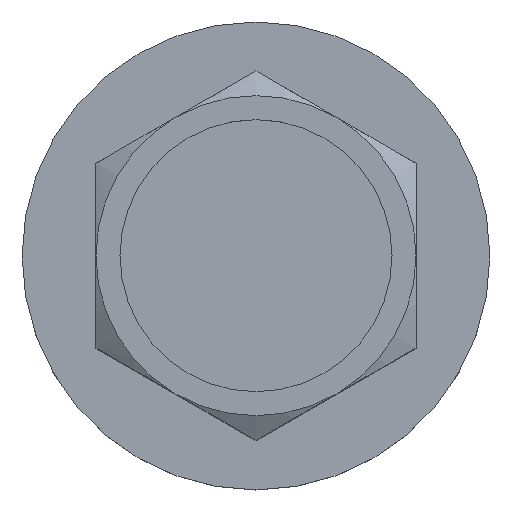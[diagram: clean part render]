
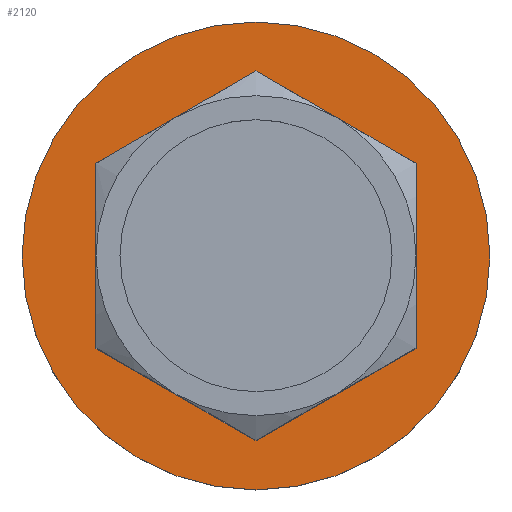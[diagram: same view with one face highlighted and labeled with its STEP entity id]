
A CAD part, top view. The second image highlights one B-rep face of the part: STEP entity #2120.
In plain terms, the highlighted planar face has unit normal (0, 0, 1).
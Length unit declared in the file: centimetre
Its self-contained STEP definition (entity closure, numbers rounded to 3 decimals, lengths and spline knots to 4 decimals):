
#17=FACE_BOUND('',#335,.T.);
#36=PLANE('',#2297);
#206=FACE_OUTER_BOUND('',#334,.T.);
#334=EDGE_LOOP('',(#1736,#1737));
#335=EDGE_LOOP('',(#1738,#1739,#1740,#1741,#1742,#1743));
#420=CIRCLE('',#2270,15.0876);
#431=CIRCLE('',#2298,15.0876);
#597=LINE('',#9075,#723);
#599=LINE('',#9079,#725);
#600=LINE('',#9082,#726);
#602=LINE('',#9086,#728);
#604=LINE('',#9090,#730);
#606=LINE('',#9093,#732);
#723=VECTOR('',#2675,1000.);
#725=VECTOR('',#2679,1000.);
#726=VECTOR('',#2682,1000.);
#728=VECTOR('',#2686,1000.);
#730=VECTOR('',#2690,1000.);
#732=VECTOR('',#2694,1000.);
#934=VERTEX_POINT('',#8991);
#935=VERTEX_POINT('',#8993);
#952=VERTEX_POINT('',#9071);
#953=VERTEX_POINT('',#9073);
#954=VERTEX_POINT('',#9077);
#955=VERTEX_POINT('',#9081);
#956=VERTEX_POINT('',#9085);
#957=VERTEX_POINT('',#9089);
#1190=EDGE_CURVE('',#935,#934,#420,.T.);
#1218=EDGE_CURVE('',#952,#953,#597,.T.);
#1220=EDGE_CURVE('',#954,#952,#599,.T.);
#1221=EDGE_CURVE('',#955,#954,#600,.T.);
#1223=EDGE_CURVE('',#956,#955,#602,.T.);
#1225=EDGE_CURVE('',#957,#956,#604,.T.);
#1227=EDGE_CURVE('',#953,#957,#606,.T.);
#1228=EDGE_CURVE('',#934,#935,#431,.T.);
#1736=ORIENTED_EDGE('',*,*,#1190,.T.);
#1737=ORIENTED_EDGE('',*,*,#1228,.T.);
#1738=ORIENTED_EDGE('',*,*,#1227,.T.);
#1739=ORIENTED_EDGE('',*,*,#1225,.T.);
#1740=ORIENTED_EDGE('',*,*,#1223,.T.);
#1741=ORIENTED_EDGE('',*,*,#1221,.T.);
#1742=ORIENTED_EDGE('',*,*,#1220,.T.);
#1743=ORIENTED_EDGE('',*,*,#1218,.T.);
#2120=ADVANCED_FACE('',(#206,#17),#36,.F.);
#2270=AXIS2_PLACEMENT_3D('',#8994,#2626,#2627);
#2297=AXIS2_PLACEMENT_3D('',#9094,#2695,#2696);
#2298=AXIS2_PLACEMENT_3D('',#9095,#2697,#2698);
#2626=DIRECTION('center_axis',(0.,0.,1.));
#2627=DIRECTION('ref_axis',(1.,0.,0.));
#2675=DIRECTION('',(0.,1.,0.));
#2679=DIRECTION('',(-0.866,0.5,0.));
#2682=DIRECTION('',(-0.866,-0.5,0.));
#2686=DIRECTION('',(0.,-1.,0.));
#2690=DIRECTION('',(0.866,-0.5,0.));
#2694=DIRECTION('',(0.866,0.5,0.));
#2695=DIRECTION('center_axis',(0.,0.,-1.));
#2696=DIRECTION('ref_axis',(-1.,0.,0.));
#2697=DIRECTION('center_axis',(0.,0.,1.));
#2698=DIRECTION('ref_axis',(1.,0.,0.));
#8991=CARTESIAN_POINT('',(-15.0876,0.,4.7625));
#8993=CARTESIAN_POINT('',(15.0876,0.,4.7625));
#8994=CARTESIAN_POINT('Origin',(0.,0.,
4.7625));
#9071=CARTESIAN_POINT('',(-10.3187,-5.9575,4.7625));
#9073=CARTESIAN_POINT('',(-10.3187,5.9575,4.7625));
#9075=CARTESIAN_POINT('',(-10.3187,10.3188,4.7625));
#9077=CARTESIAN_POINT('',(0.,-11.9151,4.7625));
#9079=CARTESIAN_POINT('',(-9.6275,-6.3566,4.7625));
#9081=CARTESIAN_POINT('',(10.3188,-5.9575,4.7625));
#9082=CARTESIAN_POINT('',(9.6275,-6.3566,4.7625));
#9085=CARTESIAN_POINT('',(10.3188,5.9575,4.7625));
#9086=CARTESIAN_POINT('',(10.3188,10.3188,4.7625));
#9089=CARTESIAN_POINT('',(0.,11.9151,4.7625));
#9090=CARTESIAN_POINT('',(0.6912,11.516,4.7625));
#9093=CARTESIAN_POINT('',(-0.6912,11.516,4.7625));
#9094=CARTESIAN_POINT('Origin',(0.,10.3188,4.7625));
#9095=CARTESIAN_POINT('Origin',(0.,0.,
4.7625));
